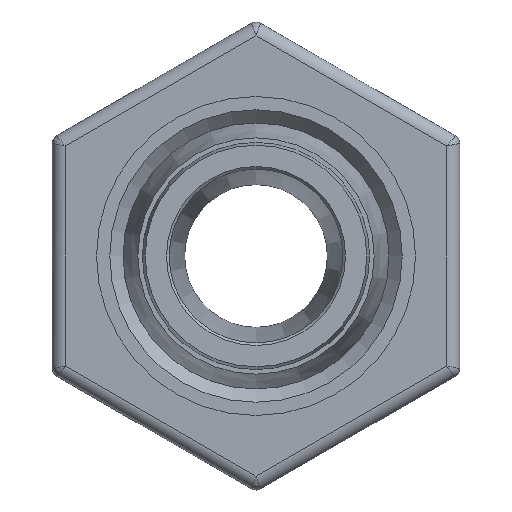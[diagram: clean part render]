
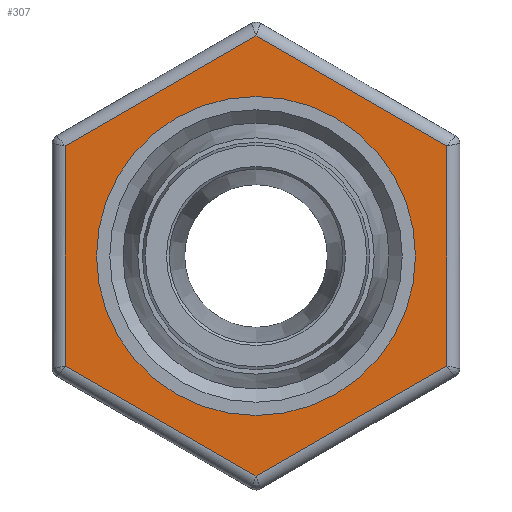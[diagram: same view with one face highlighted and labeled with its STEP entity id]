
A CAD part, left-side view. The second image highlights one B-rep face of the part: STEP entity #307.
In plain terms, the highlighted face is planar.
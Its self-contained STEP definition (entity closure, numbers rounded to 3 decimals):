
#171=LINE('',#1345,#207);
#172=LINE('',#1348,#208);
#173=LINE('',#1350,#209);
#174=LINE('',#1352,#210);
#175=LINE('',#1354,#211);
#176=LINE('',#1356,#212);
#207=VECTOR('',#1084,1.);
#208=VECTOR('',#1085,1.);
#209=VECTOR('',#1086,1.);
#210=VECTOR('',#1087,1.);
#211=VECTOR('',#1088,1.);
#212=VECTOR('',#1089,1.);
#280=PLANE('',#901);
#307=ADVANCED_FACE('',(#389,#390),#280,.T.);
#389=FACE_BOUND('',#441,.T.);
#390=FACE_BOUND('',#442,.T.);
#441=EDGE_LOOP('',(#546,#547,#548,#549,#550,#551));
#442=EDGE_LOOP('',(#552));
#546=ORIENTED_EDGE('',*,*,#776,.T.);
#547=ORIENTED_EDGE('',*,*,#777,.T.);
#548=ORIENTED_EDGE('',*,*,#778,.T.);
#549=ORIENTED_EDGE('',*,*,#779,.T.);
#550=ORIENTED_EDGE('',*,*,#780,.T.);
#551=ORIENTED_EDGE('',*,*,#781,.T.);
#552=ORIENTED_EDGE('',*,*,#782,.F.);
#718=VERTEX_POINT('',#1346);
#719=VERTEX_POINT('',#1347);
#720=VERTEX_POINT('',#1349);
#721=VERTEX_POINT('',#1351);
#722=VERTEX_POINT('',#1353);
#723=VERTEX_POINT('',#1355);
#724=VERTEX_POINT('',#1358);
#776=EDGE_CURVE('',#718,#719,#171,.T.);
#777=EDGE_CURVE('',#719,#720,#172,.T.);
#778=EDGE_CURVE('',#720,#721,#173,.T.);
#779=EDGE_CURVE('',#721,#722,#174,.T.);
#780=EDGE_CURVE('',#722,#723,#175,.T.);
#781=EDGE_CURVE('',#723,#718,#176,.T.);
#782=EDGE_CURVE('',#724,#724,#840,.T.);
#840=CIRCLE('',#900,18.);
#900=AXIS2_PLACEMENT_3D('',#1357,#1090,#1091);
#901=AXIS2_PLACEMENT_3D('',#1359,#1092,#1093);
#1084=DIRECTION('',(0.,-1.,0.));
#1085=DIRECTION('',(-0.866,-0.5,0.));
#1086=DIRECTION('',(-0.866,0.5,0.));
#1087=DIRECTION('',(0.,1.,0.));
#1088=DIRECTION('',(0.866,0.5,0.));
#1089=DIRECTION('',(0.866,-0.5,0.));
#1090=DIRECTION('',(0.,0.,-1.));
#1091=DIRECTION('',(-1.,0.,0.));
#1092=DIRECTION('',(0.,0.,-1.));
#1093=DIRECTION('',(-1.,0.,0.));
#1345=CARTESIAN_POINT('',(21.5,0.,0.));
#1346=CARTESIAN_POINT('',(21.5,12.413,0.));
#1347=CARTESIAN_POINT('',(21.5,-12.413,0.));
#1348=CARTESIAN_POINT('',(10.75,-18.62,0.));
#1349=CARTESIAN_POINT('',(0.,-24.826,0.));
#1350=CARTESIAN_POINT('',(-10.75,-18.62,0.));
#1351=CARTESIAN_POINT('',(-21.5,-12.413,0.));
#1352=CARTESIAN_POINT('',(-21.5,0.,0.));
#1353=CARTESIAN_POINT('',(-21.5,12.413,0.));
#1354=CARTESIAN_POINT('',(-10.75,18.62,0.));
#1355=CARTESIAN_POINT('',(0.,24.826,0.));
#1356=CARTESIAN_POINT('',(10.75,18.62,0.));
#1357=CARTESIAN_POINT('',(0.,0.,0.));
#1358=CARTESIAN_POINT('',(-18.,0.,0.));
#1359=CARTESIAN_POINT('',(0.,0.,0.));
